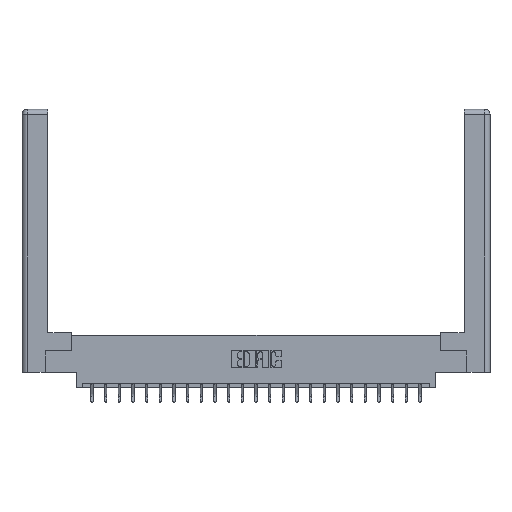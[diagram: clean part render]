
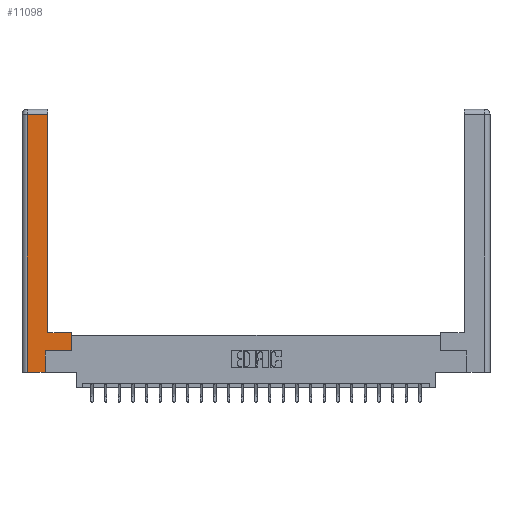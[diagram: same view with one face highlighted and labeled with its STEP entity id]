
A CAD part, top view. The second image highlights one B-rep face of the part: STEP entity #11098.
In plain terms, the highlighted planar face has unit normal (0, 0, 1).
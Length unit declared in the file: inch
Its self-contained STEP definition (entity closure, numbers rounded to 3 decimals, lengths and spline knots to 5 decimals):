
#21 = LINE ( 'NONE', #15630, #6539 ) ;
#427 = CARTESIAN_POINT ( 'NONE',  ( 0.265, 0., 0. ) ) ;
#693 = AXIS2_PLACEMENT_3D ( 'NONE', #17676, #18164, #2813 ) ;
#1260 = LINE ( 'NONE', #19080, #8705 ) ;
#2080 = VECTOR ( 'NONE', #3431, 39.37008 ) ;
#2478 = VERTEX_POINT ( 'NONE', #19222 ) ;
#2653 = ORIENTED_EDGE ( 'NONE', *, *, #13426, .T. ) ;
#2813 = DIRECTION ( 'NONE',  ( -1., 0., 0. ) ) ;
#3431 = DIRECTION ( 'NONE',  ( 1., 0., 0. ) ) ;
#3506 = EDGE_LOOP ( 'NONE', ( #15870, #5785, #20070, #5333, #6024, #21084, #6063, #2653 ) ) ;
#4298 = VECTOR ( 'NONE', #22333, 39.37008 ) ;
#4524 = LINE ( 'NONE', #22576, #16467 ) ;
#5333 = ORIENTED_EDGE ( 'NONE', *, *, #6741, .T. ) ;
#5638 = CARTESIAN_POINT ( 'NONE',  ( 0.295, 0.45, 0. ) ) ;
#5683 = DIRECTION ( 'NONE',  ( 0., 1., 0. ) ) ;
#5785 = ORIENTED_EDGE ( 'NONE', *, *, #6522, .T. ) ;
#6024 = ORIENTED_EDGE ( 'NONE', *, *, #6080, .T. ) ;
#6063 = ORIENTED_EDGE ( 'NONE', *, *, #19772, .T. ) ;
#6080 = EDGE_CURVE ( 'NONE', #11018, #18398, #24115, .T. ) ;
#6522 = EDGE_CURVE ( 'NONE', #19737, #22029, #21, .T. ) ;
#6539 = VECTOR ( 'NONE', #14051, 39.37008 ) ;
#6741 = EDGE_CURVE ( 'NONE', #15976, #11018, #16080, .T. ) ;
#6868 = VERTEX_POINT ( 'NONE', #5638 ) ;
#7150 = FACE_OUTER_BOUND ( 'NONE', #3506, .T. ) ;
#8626 = CARTESIAN_POINT ( 'NONE',  ( 0.565, 0.45, 0. ) ) ;
#8705 = VECTOR ( 'NONE', #20960, 39.37008 ) ;
#9219 = CARTESIAN_POINT ( 'NONE',  ( 0.295, 2.94, 0. ) ) ;
#9544 = DIRECTION ( 'NONE',  ( 0., 1., 0. ) ) ;
#10488 = CARTESIAN_POINT ( 'NONE',  ( 0.265, 0.245, 0. ) ) ;
#10840 = CARTESIAN_POINT ( 'NONE',  ( 0.295, 0.45, 0. ) ) ;
#11018 = VERTEX_POINT ( 'NONE', #427 ) ;
#11098 = ADVANCED_FACE ( 'NONE', ( #7150 ), #23165, .F. ) ;
#11637 = VECTOR ( 'NONE', #23779, 39.37008 ) ;
#11805 = CARTESIAN_POINT ( 'NONE',  ( 0.565, 0.45, 0. ) ) ;
#12027 = CARTESIAN_POINT ( 'NONE',  ( 0.0615, 0., 0. ) ) ;
#12391 = VECTOR ( 'NONE', #24056, 39.37008 ) ;
#13426 = EDGE_CURVE ( 'NONE', #20889, #6868, #23394, .T. ) ;
#14051 = DIRECTION ( 'NONE',  ( -1., 0., 0. ) ) ;
#14378 = EDGE_CURVE ( 'NONE', #22029, #15976, #21861, .T. ) ;
#14803 = CARTESIAN_POINT ( 'NONE',  ( 0.0615, 0., 0. ) ) ;
#14849 = CARTESIAN_POINT ( 'NONE',  ( 0.265, 0., 0. ) ) ;
#15571 = EDGE_CURVE ( 'NONE', #18398, #2478, #1260, .T. ) ;
#15630 = CARTESIAN_POINT ( 'NONE',  ( 0.0615, 2.94, 0. ) ) ;
#15727 = CARTESIAN_POINT ( 'NONE',  ( 0.0615, 2.94, 0. ) ) ;
#15870 = ORIENTED_EDGE ( 'NONE', *, *, #22626, .T. ) ;
#15976 = VERTEX_POINT ( 'NONE', #12027 ) ;
#16080 = LINE ( 'NONE', #14849, #2080 ) ;
#16467 = VECTOR ( 'NONE', #5683, 39.37008 ) ;
#16978 = CARTESIAN_POINT ( 'NONE',  ( 0.265, 0.245, 0. ) ) ;
#17676 = CARTESIAN_POINT ( 'NONE',  ( 0., 0., 0. ) ) ;
#18164 = DIRECTION ( 'NONE',  ( 0., 0., -1. ) ) ;
#18398 = VERTEX_POINT ( 'NONE', #16978 ) ;
#19080 = CARTESIAN_POINT ( 'NONE',  ( 0.565, 0.245, 0. ) ) ;
#19222 = CARTESIAN_POINT ( 'NONE',  ( 0.565, 0.245, 0. ) ) ;
#19737 = VERTEX_POINT ( 'NONE', #9219 ) ;
#19772 = EDGE_CURVE ( 'NONE', #2478, #20889, #20126, .T. ) ;
#20070 = ORIENTED_EDGE ( 'NONE', *, *, #14378, .T. ) ;
#20126 = LINE ( 'NONE', #11805, #21022 ) ;
#20889 = VERTEX_POINT ( 'NONE', #8626 ) ;
#20960 = DIRECTION ( 'NONE',  ( 1., 0., 0. ) ) ;
#21022 = VECTOR ( 'NONE', #9544, 39.37008 ) ;
#21084 = ORIENTED_EDGE ( 'NONE', *, *, #15571, .T. ) ;
#21861 = LINE ( 'NONE', #14803, #4298 ) ;
#22029 = VERTEX_POINT ( 'NONE', #15727 ) ;
#22333 = DIRECTION ( 'NONE',  ( 0., -1., 0. ) ) ;
#22576 = CARTESIAN_POINT ( 'NONE',  ( 0.295, 3., 0. ) ) ;
#22626 = EDGE_CURVE ( 'NONE', #6868, #19737, #4524, .T. ) ;
#23165 = PLANE ( 'NONE',  #693 ) ;
#23394 = LINE ( 'NONE', #10840, #12391 ) ;
#23779 = DIRECTION ( 'NONE',  ( 0., 1., 0. ) ) ;
#24056 = DIRECTION ( 'NONE',  ( -1., 0., 0. ) ) ;
#24115 = LINE ( 'NONE', #10488, #11637 ) ;
